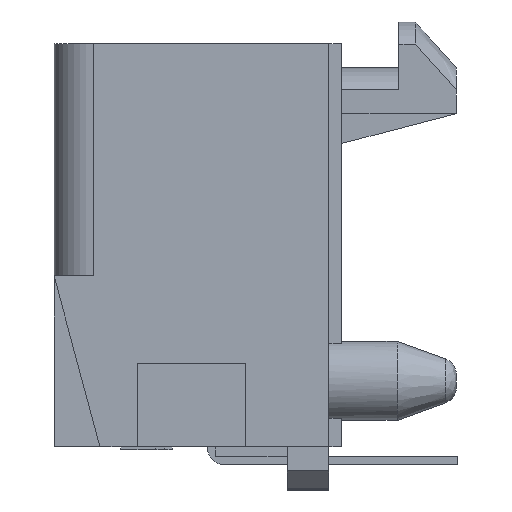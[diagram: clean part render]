
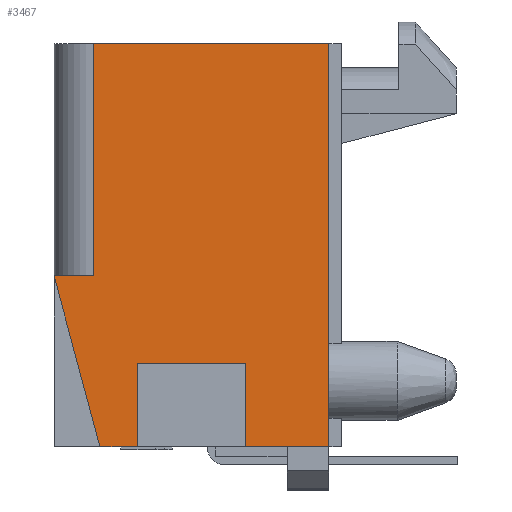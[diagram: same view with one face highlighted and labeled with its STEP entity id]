
A CAD part, left-side view. The second image highlights one B-rep face of the part: STEP entity #3467.
In plain terms, the highlighted planar face has unit normal (-1, 0, 0).
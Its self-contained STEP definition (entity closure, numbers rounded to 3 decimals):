
#72=DIRECTION('',(0.,-1.,0.));
#73=VECTOR('',#72,1.194);
#74=CARTESIAN_POINT('',(-11.633,4.191,-7.08));
#75=LINE('',#74,#73);
#76=DIRECTION('',(0.,0.,1.));
#77=VECTOR('',#76,7.08);
#78=CARTESIAN_POINT('',(-11.633,2.997,-7.08));
#79=LINE('',#78,#77);
#80=DIRECTION('',(0.,-1.,0.));
#81=VECTOR('',#80,7.188);
#82=CARTESIAN_POINT('',(-11.633,2.997,0.));
#83=LINE('',#82,#81);
#84=DIRECTION('',(0.,0.,-1.));
#85=VECTOR('',#84,12.294);
#86=CARTESIAN_POINT('',(-11.633,-4.191,0.));
#87=LINE('',#86,#85);
#88=DIRECTION('',(0.,1.,0.));
#89=VECTOR('',#88,2.54);
#90=CARTESIAN_POINT('',(-11.633,-4.191,-12.294));
#91=LINE('',#90,#89);
#92=DIRECTION('',(0.,0.,1.));
#93=VECTOR('',#92,2.54);
#94=CARTESIAN_POINT('',(-11.633,-1.651,-12.294));
#95=LINE('',#94,#93);
#96=DIRECTION('',(0.,1.,0.));
#97=VECTOR('',#96,3.302);
#98=CARTESIAN_POINT('',(-11.633,-1.651,-9.754));
#99=LINE('',#98,#97);
#100=DIRECTION('',(0.,0.,1.));
#101=VECTOR('',#100,2.54);
#102=CARTESIAN_POINT('',(-11.633,1.651,-12.294));
#103=LINE('',#102,#101);
#104=DIRECTION('',(0.,1.,0.));
#105=VECTOR('',#104,1.143);
#106=CARTESIAN_POINT('',(-11.633,1.651,-12.294));
#107=LINE('',#106,#105);
#108=DIRECTION('',(0.,0.259,0.966));
#109=VECTOR('',#108,5.398);
#110=CARTESIAN_POINT('',(-11.633,2.794,-12.294));
#111=LINE('',#110,#109);
#2646=CARTESIAN_POINT('',(-11.633,-4.191,0.));
#2647=CARTESIAN_POINT('',(-11.633,-4.191,-12.294));
#2648=VERTEX_POINT('',#2646);
#2649=VERTEX_POINT('',#2647);
#2682=CARTESIAN_POINT('',(-11.633,-1.651,-9.754));
#2683=CARTESIAN_POINT('',(-11.633,1.651,-9.754));
#2684=VERTEX_POINT('',#2682);
#2685=VERTEX_POINT('',#2683);
#2686=CARTESIAN_POINT('',(-11.633,-1.651,-12.294));
#2687=VERTEX_POINT('',#2686);
#2688=CARTESIAN_POINT('',(-11.633,1.651,-12.294));
#2689=VERTEX_POINT('',#2688);
#2854=CARTESIAN_POINT('',(-11.633,2.794,-12.294));
#2855=VERTEX_POINT('',#2854);
#3430=CARTESIAN_POINT('',(-11.633,4.191,-7.08));
#3431=CARTESIAN_POINT('',(-11.633,2.997,-7.08));
#3432=VERTEX_POINT('',#3430);
#3433=VERTEX_POINT('',#3431);
#3434=CARTESIAN_POINT('',(-11.633,2.997,0.));
#3435=VERTEX_POINT('',#3434);
#3440=CARTESIAN_POINT('',(-11.633,0.,0.));
#3441=DIRECTION('',(1.,0.,0.));
#3442=DIRECTION('',(0.,0.,-1.));
#3443=AXIS2_PLACEMENT_3D('',#3440,#3441,#3442);
#3444=PLANE('',#3443);
#3446=ORIENTED_EDGE('',*,*,#3445,.T.);
#3448=ORIENTED_EDGE('',*,*,#3447,.T.);
#3450=ORIENTED_EDGE('',*,*,#3449,.T.);
#3452=ORIENTED_EDGE('',*,*,#3451,.T.);
#3454=ORIENTED_EDGE('',*,*,#3453,.T.);
#3456=ORIENTED_EDGE('',*,*,#3455,.T.);
#3458=ORIENTED_EDGE('',*,*,#3457,.T.);
#3460=ORIENTED_EDGE('',*,*,#3459,.F.);
#3462=ORIENTED_EDGE('',*,*,#3461,.T.);
#3464=ORIENTED_EDGE('',*,*,#3463,.T.);
#3465=EDGE_LOOP('',(#3446,#3448,#3450,#3452,#3454,#3456,#3458,#3460,#3462,
#3464));
#3466=FACE_OUTER_BOUND('',#3465,.F.);
#3467=ADVANCED_FACE('',(#3466),#3444,.F.);
#3445=EDGE_CURVE('',#3432,#3433,#75,.T.);
#3447=EDGE_CURVE('',#3433,#3435,#79,.T.);
#3449=EDGE_CURVE('',#3435,#2648,#83,.T.);
#3451=EDGE_CURVE('',#2648,#2649,#87,.T.);
#3453=EDGE_CURVE('',#2649,#2687,#91,.T.);
#3455=EDGE_CURVE('',#2687,#2684,#95,.T.);
#3457=EDGE_CURVE('',#2684,#2685,#99,.T.);
#3459=EDGE_CURVE('',#2689,#2685,#103,.T.);
#3461=EDGE_CURVE('',#2689,#2855,#107,.T.);
#3463=EDGE_CURVE('',#2855,#3432,#111,.T.);
